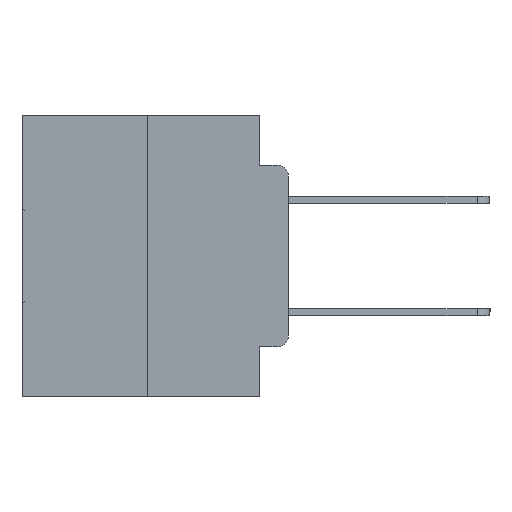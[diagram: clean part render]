
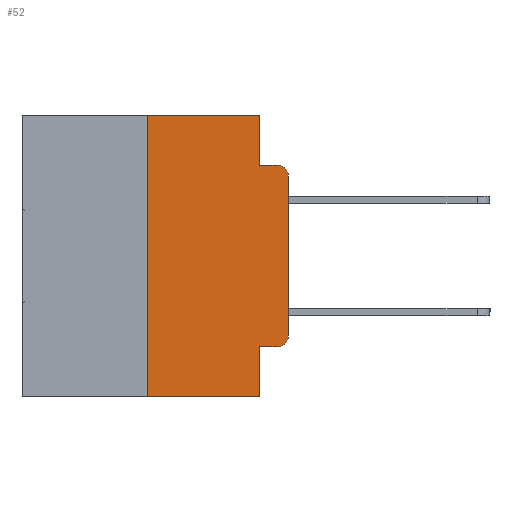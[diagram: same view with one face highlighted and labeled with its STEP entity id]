
A CAD part, left-side view. The second image highlights one B-rep face of the part: STEP entity #52.
In plain terms, the highlighted planar face has unit normal (-1, 0, 0).
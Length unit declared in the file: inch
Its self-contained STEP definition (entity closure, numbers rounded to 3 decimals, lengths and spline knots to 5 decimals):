
#52 = ADVANCED_FACE ( 'NONE', ( #30722 ), #10441, .F. ) ;
#297 = DIRECTION ( 'NONE',  ( 0., 0., -1. ) ) ;
#1274 = DIRECTION ( 'NONE',  ( 0., 0., -1. ) ) ;
#1474 = CARTESIAN_POINT ( 'NONE',  ( 0., 0.051, 0. ) ) ;
#1757 = CARTESIAN_POINT ( 'NONE',  ( 0., 0., -0.1085 ) ) ;
#2006 = ORIENTED_EDGE ( 'NONE', *, *, #30980, .F. ) ;
#2151 = VECTOR ( 'NONE', #5412, 39.37008 ) ;
#2161 = EDGE_CURVE ( 'NONE', #21872, #20232, #26448, .T. ) ;
#2337 = CIRCLE ( 'NONE', #8504, 0.02 ) ;
#2634 = VECTOR ( 'NONE', #13916, 39.37008 ) ;
#2984 = CARTESIAN_POINT ( 'NONE',  ( 0., 0.051, -0.0885 ) ) ;
#5174 = EDGE_CURVE ( 'NONE', #16495, #16644, #27350, .T. ) ;
#5412 = DIRECTION ( 'NONE',  ( 0., -1., 0. ) ) ;
#5453 = CARTESIAN_POINT ( 'NONE',  ( 0., 0.051, 0. ) ) ;
#6111 = DIRECTION ( 'NONE',  ( 1., 0., 0. ) ) ;
#6493 = LINE ( 'NONE', #10873, #25721 ) ;
#6727 = EDGE_CURVE ( 'NONE', #29111, #8242, #6493, .T. ) ;
#7023 = ORIENTED_EDGE ( 'NONE', *, *, #8711, .T. ) ;
#7363 = VECTOR ( 'NONE', #7724, 39.37008 ) ;
#7724 = DIRECTION ( 'NONE',  ( 0., 0., 1. ) ) ;
#8103 = CARTESIAN_POINT ( 'NONE',  ( 0., 0.473, -0.5 ) ) ;
#8242 = VERTEX_POINT ( 'NONE', #25956 ) ;
#8504 = AXIS2_PLACEMENT_3D ( 'NONE', #22770, #29929, #13062 ) ;
#8686 = VERTEX_POINT ( 'NONE', #16813 ) ;
#8711 = EDGE_CURVE ( 'NONE', #16495, #10716, #25644, .T. ) ;
#10441 = PLANE ( 'NONE',  #19920 ) ;
#10462 = CARTESIAN_POINT ( 'NONE',  ( 0., 0.25, 0. ) ) ;
#10485 = VECTOR ( 'NONE', #10532, 39.37008 ) ;
#10532 = DIRECTION ( 'NONE',  ( 0., -1., 0. ) ) ;
#10716 = VERTEX_POINT ( 'NONE', #14574 ) ;
#10873 = CARTESIAN_POINT ( 'NONE',  ( 0., 0.051, 0. ) ) ;
#11219 = CARTESIAN_POINT ( 'NONE',  ( 0., 0.25, -0.5 ) ) ;
#11952 = ORIENTED_EDGE ( 'NONE', *, *, #6727, .F. ) ;
#13062 = DIRECTION ( 'NONE',  ( 0., 0., -1. ) ) ;
#13224 = DIRECTION ( 'NONE',  ( -1., 0., 0. ) ) ;
#13361 = ORIENTED_EDGE ( 'NONE', *, *, #19702, .T. ) ;
#13916 = DIRECTION ( 'NONE',  ( 0., -1., 0. ) ) ;
#13935 = ORIENTED_EDGE ( 'NONE', *, *, #2161, .T. ) ;
#14549 = VECTOR ( 'NONE', #297, 39.37008 ) ;
#14574 = CARTESIAN_POINT ( 'NONE',  ( 0., 0.02, -0.4115 ) ) ;
#15161 = AXIS2_PLACEMENT_3D ( 'NONE', #30416, #13224, #23248 ) ;
#15225 = DIRECTION ( 'NONE',  ( 0., -1., 0. ) ) ;
#15226 = CARTESIAN_POINT ( 'NONE',  ( 0., 0.051, -0.5 ) ) ;
#16495 = VERTEX_POINT ( 'NONE', #17049 ) ;
#16644 = VERTEX_POINT ( 'NONE', #15226 ) ;
#16813 = CARTESIAN_POINT ( 'NONE',  ( 0., 0., -0.3915 ) ) ;
#17049 = CARTESIAN_POINT ( 'NONE',  ( 0., 0.051, -0.4115 ) ) ;
#17328 = ORIENTED_EDGE ( 'NONE', *, *, #30986, .F. ) ;
#17487 = EDGE_CURVE ( 'NONE', #10716, #8686, #2337, .T. ) ;
#17690 = LINE ( 'NONE', #8103, #10485 ) ;
#17856 = CARTESIAN_POINT ( 'NONE',  ( 0., 0.473, 0. ) ) ;
#17861 = EDGE_LOOP ( 'NONE', ( #17977, #13935, #20588, #11952, #2006, #17328, #13361, #22186, #7023, #25319 ) ) ;
#17977 = ORIENTED_EDGE ( 'NONE', *, *, #30975, .T. ) ;
#19080 = LINE ( 'NONE', #24806, #21707 ) ;
#19702 = EDGE_CURVE ( 'NONE', #20583, #16644, #17690, .T. ) ;
#19920 = AXIS2_PLACEMENT_3D ( 'NONE', #17856, #6111, #28325 ) ;
#20178 = CARTESIAN_POINT ( 'NONE',  ( 0., 0., 0. ) ) ;
#20232 = VERTEX_POINT ( 'NONE', #21893 ) ;
#20583 = VERTEX_POINT ( 'NONE', #11219 ) ;
#20588 = ORIENTED_EDGE ( 'NONE', *, *, #22677, .F. ) ;
#21707 = VECTOR ( 'NONE', #15225, 39.37008 ) ;
#21872 = VERTEX_POINT ( 'NONE', #1757 ) ;
#21893 = CARTESIAN_POINT ( 'NONE',  ( 0., 0.02, -0.0885 ) ) ;
#22186 = ORIENTED_EDGE ( 'NONE', *, *, #5174, .F. ) ;
#22677 = EDGE_CURVE ( 'NONE', #8242, #20232, #22924, .T. ) ;
#22770 = CARTESIAN_POINT ( 'NONE',  ( 0., 0.02, -0.3915 ) ) ;
#22924 = LINE ( 'NONE', #2984, #2151 ) ;
#23248 = DIRECTION ( 'NONE',  ( 0., 0., -1. ) ) ;
#23966 = VECTOR ( 'NONE', #24904, 39.37008 ) ;
#24806 = CARTESIAN_POINT ( 'NONE',  ( 0., 0.473, 0. ) ) ;
#24861 = CARTESIAN_POINT ( 'NONE',  ( 0., 0.25, 0. ) ) ;
#24904 = DIRECTION ( 'NONE',  ( 0., 0., 1. ) ) ;
#25319 = ORIENTED_EDGE ( 'NONE', *, *, #17487, .T. ) ;
#25477 = LINE ( 'NONE', #10462, #23966 ) ;
#25644 = LINE ( 'NONE', #26354, #2634 ) ;
#25721 = VECTOR ( 'NONE', #1274, 39.37008 ) ;
#25956 = CARTESIAN_POINT ( 'NONE',  ( 0., 0.051, -0.0885 ) ) ;
#26045 = VERTEX_POINT ( 'NONE', #24861 ) ;
#26354 = CARTESIAN_POINT ( 'NONE',  ( 0., 0.051, -0.4115 ) ) ;
#26448 = CIRCLE ( 'NONE', #15161, 0.02 ) ;
#27350 = LINE ( 'NONE', #5453, #14549 ) ;
#28325 = DIRECTION ( 'NONE',  ( 0., 0., -1. ) ) ;
#28866 = LINE ( 'NONE', #20178, #7363 ) ;
#29111 = VERTEX_POINT ( 'NONE', #1474 ) ;
#29929 = DIRECTION ( 'NONE',  ( -1., 0., 0. ) ) ;
#30416 = CARTESIAN_POINT ( 'NONE',  ( 0., 0.02, -0.1085 ) ) ;
#30722 = FACE_OUTER_BOUND ( 'NONE', #17861, .T. ) ;
#30975 = EDGE_CURVE ( 'NONE', #8686, #21872, #28866, .T. ) ;
#30980 = EDGE_CURVE ( 'NONE', #26045, #29111, #19080, .T. ) ;
#30986 = EDGE_CURVE ( 'NONE', #20583, #26045, #25477, .T. ) ;
